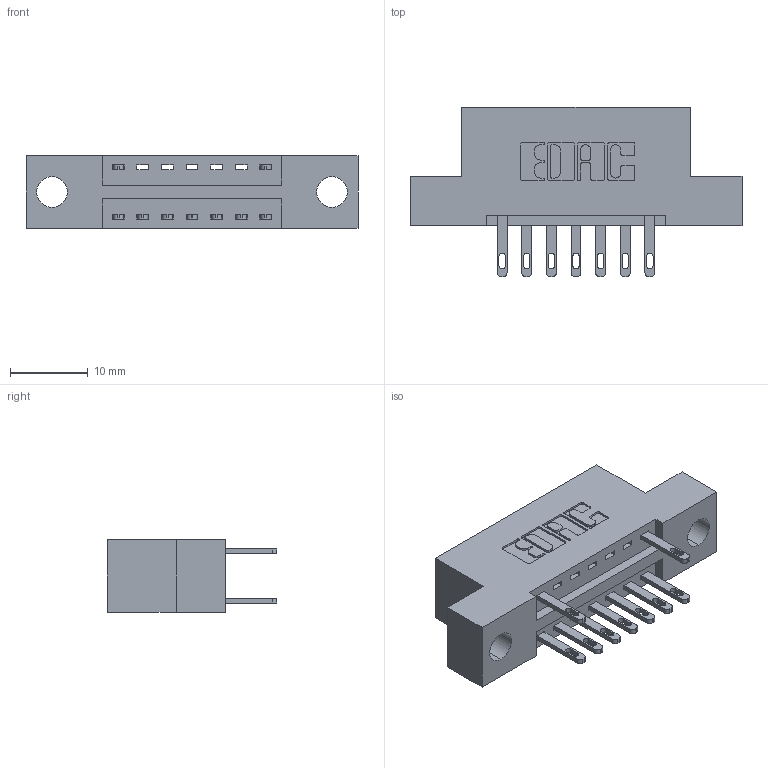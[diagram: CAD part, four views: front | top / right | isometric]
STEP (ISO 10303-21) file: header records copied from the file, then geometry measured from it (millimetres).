
FILE_DESCRIPTION (( 'STEP AP203' ), '1' );
FILE_NAME ('346-014-500-204.STEP', '2018-08-20T00:18:36', ( '' ), ( '' ), 'SwSTEP 2.0', 'SolidWorks 2016', '' );
FILE_SCHEMA (( 'CONFIG_CONTROL_DESIGN' ));
Length unit declared in the file: inch
Products named in the file (3): 345-292-001_345-293-100; 346-014-500-204; 346 Part_Flush Mounting Lugs - 0.156 Dia-TH
Assembly tree (10 placements, depth 2):
  346-014-500-204
    346 Part_Flush Mounting Lugs - 0.156 Dia-TH
    345-292-001_345-293-100  x9
Bounding box: 42.8 x 21.84 x 9.4 mm (x, y, z)
Volume: 3796.3 mm3; surface area: 4316.2 mm2
Topology: 10 solids, 10 shells, 584 faces, 1757 edges, 1170 vertices
Faces by surface type: plane 362, cylinder 222
Entity records: 9053 total; most frequent: CARTESIAN_POINT 1559, ORIENTED_EDGE 1498, DIRECTION 1423, EDGE_CURVE 749, VECTOR 585, LINE 585, VERTEX_POINT 498, AXIS2_PLACEMENT_3D 419
